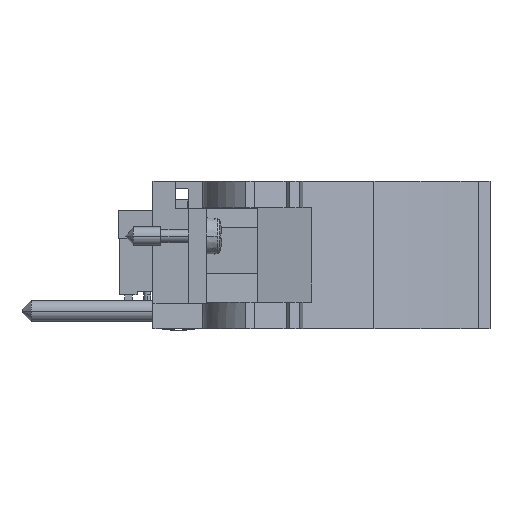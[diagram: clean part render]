
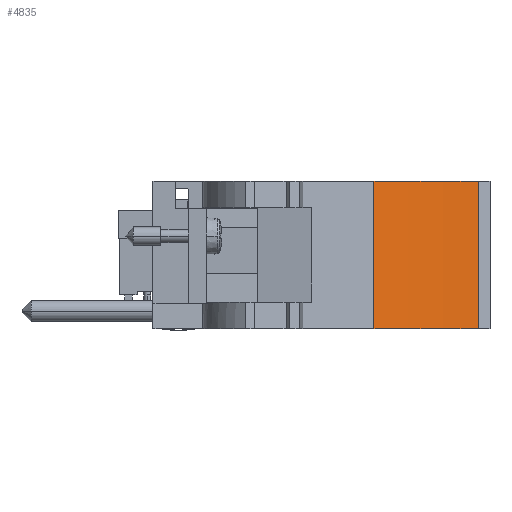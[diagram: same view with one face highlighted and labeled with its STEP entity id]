
A CAD part, front view. The second image highlights one B-rep face of the part: STEP entity #4835.
In plain terms, the highlighted cylindrical face has radius 51.46 mm (diameter 102.919 mm), a partial arc.
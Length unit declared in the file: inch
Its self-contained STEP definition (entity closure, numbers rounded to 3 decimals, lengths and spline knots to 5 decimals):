
#270=DIRECTION('',(0.,0.,-1.));
#271=VECTOR('',#270,0.788);
#272=CARTESIAN_POINT('',(6.55703,-2.05669,0.155));
#273=LINE('',#272,#271);
#363=CARTESIAN_POINT('',(7.43833,-3.88093,0.155));
#364=DIRECTION('',(0.,0.,-1.));
#365=DIRECTION('',(-0.435,0.9,0.));
#366=AXIS2_PLACEMENT_3D('',#363,#364,#365);
#706=CARTESIAN_POINT('',(7.43833,-3.88093,-0.633));
#707=DIRECTION('',(0.,0.,-1.));
#708=DIRECTION('',(-0.435,0.9,0.));
#709=AXIS2_PLACEMENT_3D('',#706,#707,#708);
#922=DIRECTION('',(0.,0.,-1.));
#923=VECTOR('',#922,0.788);
#924=CARTESIAN_POINT('',(7.115,-1.88093,0.155));
#925=LINE('',#924,#923);
#3763=CARTESIAN_POINT('',(6.55703,-2.05669,0.155));
#3764=CARTESIAN_POINT('',(7.115,-1.88093,0.155));
#3765=VERTEX_POINT('',#3763);
#3766=VERTEX_POINT('',#3764);
#3767=CARTESIAN_POINT('',(6.55703,-2.05669,-0.633));
#3768=CARTESIAN_POINT('',(7.115,-1.88093,-0.633));
#3769=VERTEX_POINT('',#3767);
#3770=VERTEX_POINT('',#3768);
#4821=CARTESIAN_POINT('',(7.43833,-3.88093,-0.633));
#4822=DIRECTION('',(0.,0.,-1.));
#4823=DIRECTION('',(0.,1.,0.));
#4824=AXIS2_PLACEMENT_3D('',#4821,#4822,#4823);
#4825=CYLINDRICAL_SURFACE('',#4824,2.02597);
#4827=ORIENTED_EDGE('',*,*,#4826,.T.);
#4829=ORIENTED_EDGE('',*,*,#4828,.T.);
#4831=ORIENTED_EDGE('',*,*,#4830,.F.);
#4832=ORIENTED_EDGE('',*,*,#4804,.F.);
#4833=EDGE_LOOP('',(#4827,#4829,#4831,#4832));
#4834=FACE_OUTER_BOUND('',#4833,.F.);
#4835=ADVANCED_FACE('',(#4834),#4825,.F.);
#367=CIRCLE('',#366,2.02597);
#710=CIRCLE('',#709,2.02597);
#4804=EDGE_CURVE('',#3765,#3769,#273,.T.);
#4826=EDGE_CURVE('',#3765,#3766,#367,.T.);
#4828=EDGE_CURVE('',#3766,#3770,#925,.T.);
#4830=EDGE_CURVE('',#3769,#3770,#710,.T.);
